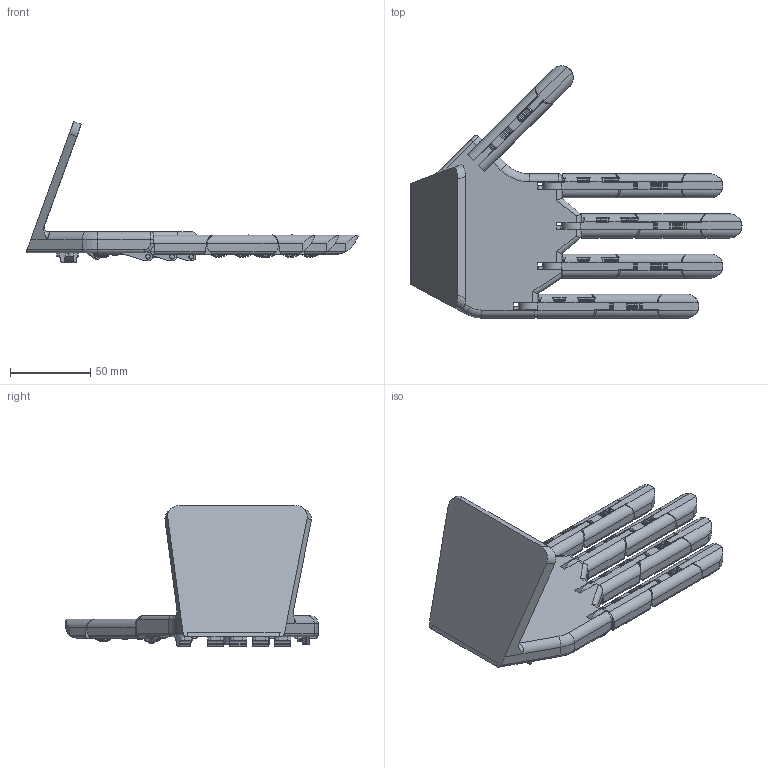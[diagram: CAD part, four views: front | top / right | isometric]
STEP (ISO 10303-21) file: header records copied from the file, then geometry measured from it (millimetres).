
FILE_DESCRIPTION(('CATIA V5 STEP Exchange'),'2;1');
FILE_NAME('MECHANICAL_HAND.stp','2014-03-16T19:16:02+00:00',('none'),('none'),'CATIA Version 5 Release 19 SP 2 (IN-10)','CATIA V5 STEP AP203','none');
FILE_SCHEMA(('CONFIG_CONTROL_DESIGN'));
Products named in the file (1): Product1.1
Assembly tree (50 placements, depth 2):
  Product1.1
    #58
    #21176
    #21199  x4
    #26334  x4
    #30713  x4
    #36869  x16
    #40703  x12
    #44852
    #49967
    #52094
    #53565
    #55036
    #56442
    #57913
    #58295
Bounding box: 207.14 x 157.4 x 87.99 mm (x, y, z)
Volume: 150678.2 mm3; surface area: 112981 mm2
Topology: 49 solids, 58 shells, 6073 faces, 18478 edges, 12489 vertices
Faces by surface type: plane 3452, cylinder 2589, torus 12, extrusion 10, bspline 9, sphere 1
Entity records: 59320 total; most frequent: CARTESIAN_POINT 13311, ORIENTED_EDGE 10580, DIRECTION 7753, EDGE_CURVE 5290, VERTEX_POINT 3573, VECTOR 3224, LINE 3220, AXIS2_PLACEMENT_3D 2956
